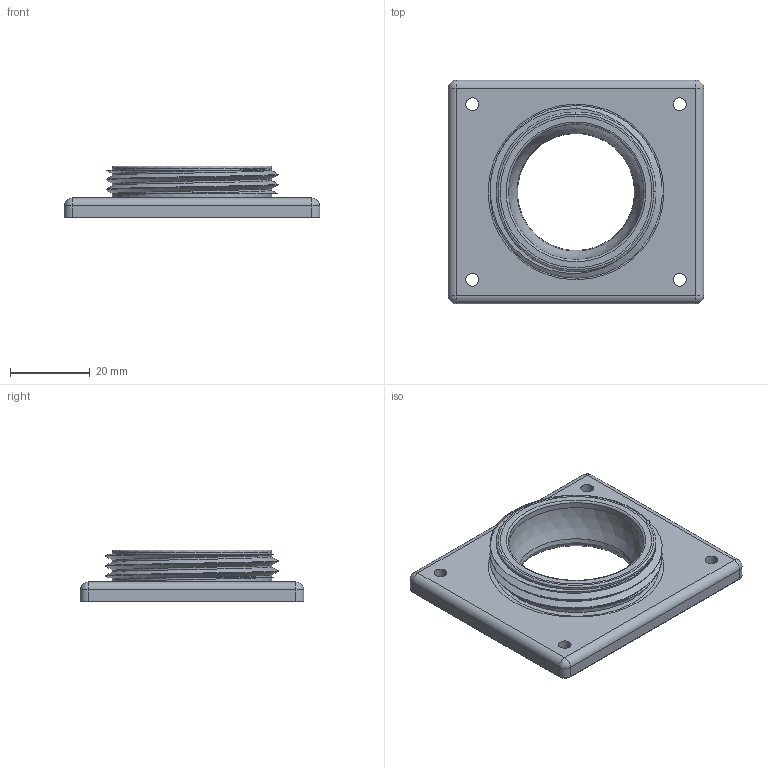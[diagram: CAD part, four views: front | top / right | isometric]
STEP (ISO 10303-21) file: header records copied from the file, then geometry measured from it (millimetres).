
FILE_DESCRIPTION(('FreeCAD Model'),'2;1');
FILE_NAME('SupCamera_Base.stp', '2020-04-20T10:25:26',('Author'),(''), 'Open CASCADE STEP processor 7.3','FreeCAD','Unknown');
FILE_SCHEMA(('AUTOMOTIVE_DESIGN { 1 0 10303 214 1 1 1 1 }'));
Length unit declared in the file: millimetre
Products named in the file (1): Fillet003
Bounding box: 64 x 56 x 13 mm (x, y, z)
Volume: 17506.9 mm3; surface area: 9684.2 mm2
Topology: 1 solids, 1 shells, 72 faces, 163 edges, 92 vertices
Faces by surface type: cylinder 28, bspline 19, plane 12, torus 8, sphere 5
Full cylindrical faces by diameter (mm): 3.2 x4, 33.998 x1, 40 x2
Entity records: 8052 total; most frequent: CARTESIAN_POINT 5157, DIRECTION 427, ORIENTED_EDGE 318, PCURVE 318, DEFINITIONAL_REPRESENTATION 318, B_SPLINE_CURVE_WITH_KNOTS 196, LINE 189, VECTOR 189
